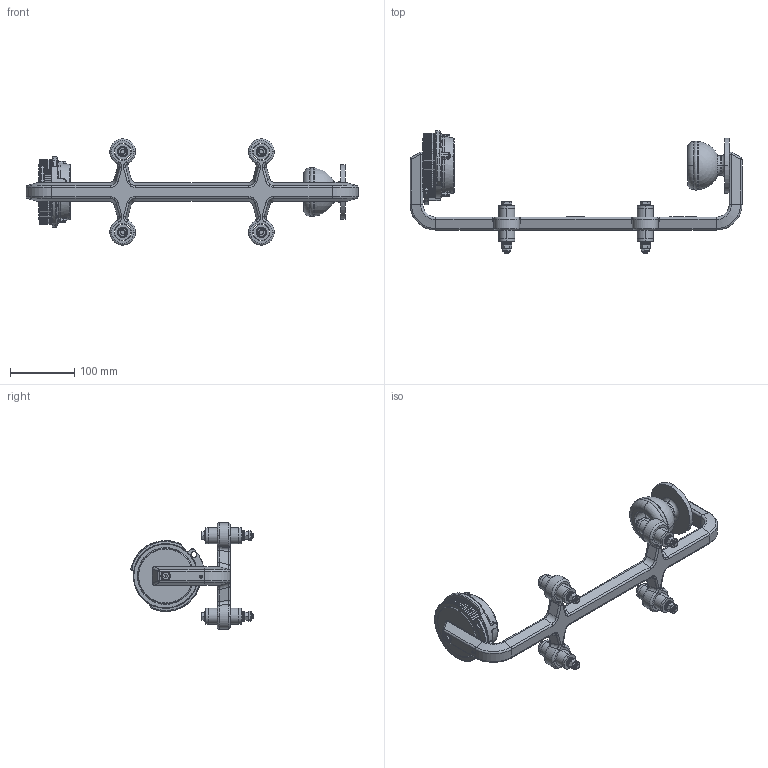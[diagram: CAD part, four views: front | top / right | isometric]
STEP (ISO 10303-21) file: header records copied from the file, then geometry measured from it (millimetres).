
FILE_DESCRIPTION (( 'STEP AP214' ), '1' );
FILE_NAME ('CM3_AV_250243.STEP', '2012-10-22T06:01:33', ( 'Admin2' ), ( '' ), 'SwSTEP 2.0', 'SolidWorks 2010', '' );
FILE_SCHEMA (( 'AUTOMOTIVE_DESIGN' ));
Length unit declared in the file: millimetre
Products named in the file (1): CM3_AV_250243
Bounding box: 515 x 189.55 x 165 mm (x, y, z)
Surface area: 197027.8 mm2 (no closed solid volume)
Topology: 0 solids, 68 shells, 1007 faces, 2977 edges, 1931 vertices
Faces by surface type: cylinder 367, plane 289, bspline 135, cone 116, torus 81, sphere 19
Entity records: 52611 total; most frequent: CARTESIAN_POINT 15726, DIRECTION 5504, ORIENTED_EDGE 5151, EDGE_CURVE 2948, AXIS2_PLACEMENT_3D 2246, VERTEX_POINT 1926, CIRCLE 1373, EDGE_LOOP 1082
